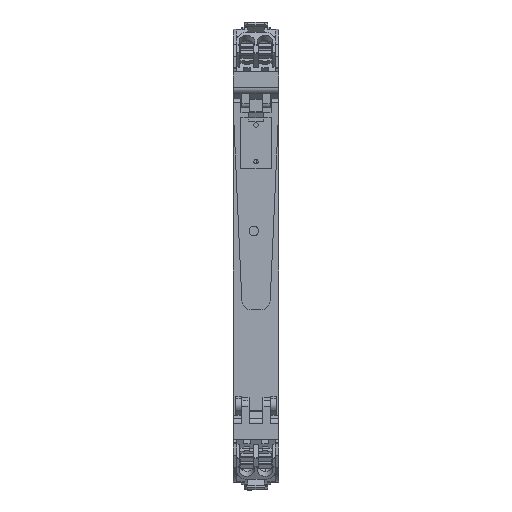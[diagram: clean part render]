
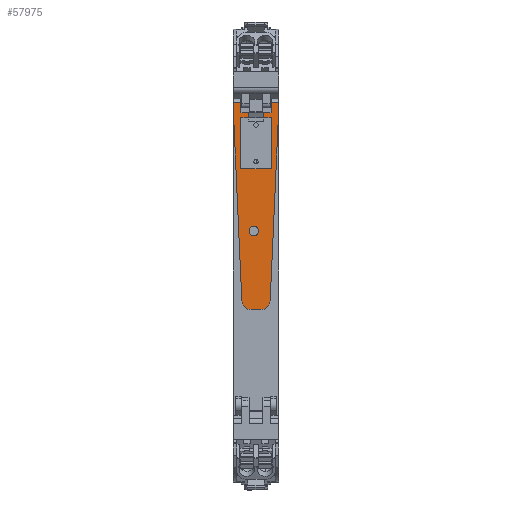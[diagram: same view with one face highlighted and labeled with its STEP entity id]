
A CAD part, top view. The second image highlights one B-rep face of the part: STEP entity #57975.
In plain terms, the highlighted planar face has unit normal (0, 0, 1).
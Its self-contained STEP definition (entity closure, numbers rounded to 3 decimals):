
#57187=AXIS2_PLACEMENT_3D('Plane Axis2P3D',#57184,#57185,#57186) ;
#57690=AXIS2_PLACEMENT_3D('Circle Axis2P3D',#57688,#57689,$) ;
#57754=AXIS2_PLACEMENT_3D('Circle Axis2P3D',#57752,#57753,$) ;
#57889=AXIS2_PLACEMENT_3D('Circle Axis2P3D',#57887,#57888,$) ;
#57914=AXIS2_PLACEMENT_3D('Circle Axis2P3D',#57912,#57913,$) ;
#57184=CARTESIAN_POINT('Axis2P3D Location',(12.5,63.596,112.024)) ;
#57305=CARTESIAN_POINT('Line Origine',(8.25,101.8,112.024)) ;
#57309=CARTESIAN_POINT('Vertex',(8.25,101.105,112.024)) ;
#57311=CARTESIAN_POINT('Vertex',(8.25,102.496,112.024)) ;
#57346=CARTESIAN_POINT('Line Origine',(9.325,101.105,112.024)) ;
#57350=CARTESIAN_POINT('Vertex',(10.4,101.105,112.024)) ;
#57378=CARTESIAN_POINT('Line Origine',(9.3,102.496,112.024)) ;
#57382=CARTESIAN_POINT('Vertex',(10.35,102.496,112.024)) ;
#57410=CARTESIAN_POINT('Line Origine',(10.4,94.155,112.024)) ;
#57414=CARTESIAN_POINT('Vertex',(10.4,87.205,112.024)) ;
#57442=CARTESIAN_POINT('Line Origine',(6.25,87.205,112.024)) ;
#57446=CARTESIAN_POINT('Vertex',(2.1,87.205,112.024)) ;
#57474=CARTESIAN_POINT('Line Origine',(2.1,94.155,112.024)) ;
#57478=CARTESIAN_POINT('Vertex',(2.1,101.105,112.024)) ;
#57501=CARTESIAN_POINT('Line Origine',(3.175,101.105,112.024)) ;
#57505=CARTESIAN_POINT('Vertex',(4.25,101.105,112.024)) ;
#57533=CARTESIAN_POINT('Line Origine',(4.25,101.8,112.024)) ;
#57537=CARTESIAN_POINT('Vertex',(4.25,102.496,112.024)) ;
#57560=CARTESIAN_POINT('Line Origine',(3.2,102.496,112.024)) ;
#57564=CARTESIAN_POINT('Vertex',(2.15,102.496,112.024)) ;
#57592=CARTESIAN_POINT('Line Origine',(2.15,103.846,112.024)) ;
#57596=CARTESIAN_POINT('Vertex',(2.15,105.196,112.024)) ;
#57624=CARTESIAN_POINT('Line Origine',(1.075,105.196,112.024)) ;
#57628=CARTESIAN_POINT('Vertex',(0.,105.196,112.024)) ;
#57662=CARTESIAN_POINT('Vertex',(2.394,51.378,112.024)) ;
#57665=CARTESIAN_POINT('Line Origine',(1.197,78.287,112.024)) ;
#57688=CARTESIAN_POINT('Axis2P3D Location',(4.891,51.489,112.024)) ;
#57692=CARTESIAN_POINT('Vertex',(4.891,48.989,112.024)) ;
#57731=CARTESIAN_POINT('Vertex',(7.609,48.989,112.024)) ;
#57734=CARTESIAN_POINT('Line Origine',(6.25,48.989,112.024)) ;
#57752=CARTESIAN_POINT('Axis2P3D Location',(7.609,51.489,112.024)) ;
#57756=CARTESIAN_POINT('Vertex',(10.106,51.378,112.024)) ;
#57795=CARTESIAN_POINT('Vertex',(12.5,105.196,112.024)) ;
#57798=CARTESIAN_POINT('Line Origine',(11.303,78.287,112.024)) ;
#57816=CARTESIAN_POINT('Line Origine',(11.425,105.196,112.024)) ;
#57820=CARTESIAN_POINT('Vertex',(10.35,105.196,112.024)) ;
#57848=CARTESIAN_POINT('Line Origine',(10.35,103.846,112.024)) ;
#57884=CARTESIAN_POINT('Vertex',(4.35,70.346,112.024)) ;
#57887=CARTESIAN_POINT('Axis2P3D Location',(5.65,70.346,112.024)) ;
#57891=CARTESIAN_POINT('Vertex',(6.95,70.346,112.024)) ;
#57912=CARTESIAN_POINT('Axis2P3D Location',(5.65,70.346,112.024)) ;
#57185=DIRECTION('Axis2P3D Direction',(0.,0.,1.)) ;
#57186=DIRECTION('Axis2P3D XDirection',(-1.,0.,0.)) ;
#57306=DIRECTION('Vector Direction',(0.,1.,0.)) ;
#57347=DIRECTION('Vector Direction',(-1.,0.,0.)) ;
#57379=DIRECTION('Vector Direction',(1.,0.,0.)) ;
#57411=DIRECTION('Vector Direction',(0.,1.,0.)) ;
#57443=DIRECTION('Vector Direction',(1.,0.,0.)) ;
#57475=DIRECTION('Vector Direction',(0.,-1.,0.)) ;
#57502=DIRECTION('Vector Direction',(-1.,0.,0.)) ;
#57534=DIRECTION('Vector Direction',(0.,-1.,0.)) ;
#57561=DIRECTION('Vector Direction',(1.,0.,0.)) ;
#57593=DIRECTION('Vector Direction',(0.,-1.,0.)) ;
#57625=DIRECTION('Vector Direction',(1.,0.,0.)) ;
#57666=DIRECTION('Vector Direction',(-0.044,0.999,0.)) ;
#57689=DIRECTION('Axis2P3D Direction',(0.,0.,1.)) ;
#57735=DIRECTION('Vector Direction',(-1.,0.,0.)) ;
#57753=DIRECTION('Axis2P3D Direction',(0.,0.,1.)) ;
#57799=DIRECTION('Vector Direction',(-0.044,-0.999,0.)) ;
#57817=DIRECTION('Vector Direction',(1.,0.,0.)) ;
#57849=DIRECTION('Vector Direction',(0.,1.,0.)) ;
#57888=DIRECTION('Axis2P3D Direction',(0.,0.,1.)) ;
#57913=DIRECTION('Axis2P3D Direction',(0.,0.,1.)) ;
#57307=VECTOR('Line Direction',#57306,1.) ;
#57348=VECTOR('Line Direction',#57347,1.) ;
#57380=VECTOR('Line Direction',#57379,1.) ;
#57412=VECTOR('Line Direction',#57411,1.) ;
#57444=VECTOR('Line Direction',#57443,1.) ;
#57476=VECTOR('Line Direction',#57475,1.) ;
#57503=VECTOR('Line Direction',#57502,1.) ;
#57535=VECTOR('Line Direction',#57534,1.) ;
#57562=VECTOR('Line Direction',#57561,1.) ;
#57594=VECTOR('Line Direction',#57593,1.) ;
#57626=VECTOR('Line Direction',#57625,1.) ;
#57667=VECTOR('Line Direction',#57666,1.) ;
#57736=VECTOR('Line Direction',#57735,1.) ;
#57800=VECTOR('Line Direction',#57799,1.) ;
#57818=VECTOR('Line Direction',#57817,1.) ;
#57850=VECTOR('Line Direction',#57849,1.) ;
#57952=ORIENTED_EDGE('',*,*,#57738,.F.) ;
#57953=ORIENTED_EDGE('',*,*,#57758,.F.) ;
#57954=ORIENTED_EDGE('',*,*,#57802,.F.) ;
#57955=ORIENTED_EDGE('',*,*,#57822,.F.) ;
#57956=ORIENTED_EDGE('',*,*,#57852,.F.) ;
#57957=ORIENTED_EDGE('',*,*,#57384,.F.) ;
#57958=ORIENTED_EDGE('',*,*,#57313,.F.) ;
#57959=ORIENTED_EDGE('',*,*,#57352,.F.) ;
#57960=ORIENTED_EDGE('',*,*,#57416,.F.) ;
#57961=ORIENTED_EDGE('',*,*,#57448,.F.) ;
#57962=ORIENTED_EDGE('',*,*,#57480,.F.) ;
#57963=ORIENTED_EDGE('',*,*,#57507,.F.) ;
#57964=ORIENTED_EDGE('',*,*,#57539,.F.) ;
#57965=ORIENTED_EDGE('',*,*,#57566,.F.) ;
#57966=ORIENTED_EDGE('',*,*,#57598,.F.) ;
#57967=ORIENTED_EDGE('',*,*,#57630,.F.) ;
#57968=ORIENTED_EDGE('',*,*,#57669,.F.) ;
#57969=ORIENTED_EDGE('',*,*,#57694,.F.) ;
#57972=ORIENTED_EDGE('',*,*,#57893,.F.) ;
#57973=ORIENTED_EDGE('',*,*,#57916,.F.) ;
#57974=FACE_BOUND('',#57971,.T.) ;
#57975=ADVANCED_FACE('AUFDRUCK_ORANGE',(#57970,#57974),#57188,.T.) ;
#57691=CIRCLE('generated circle',#57690,2.5) ;
#57755=CIRCLE('generated circle',#57754,2.5) ;
#57890=CIRCLE('generated circle',#57889,1.3) ;
#57915=CIRCLE('generated circle',#57914,1.3) ;
#57313=EDGE_CURVE('',#57310,#57312,#57308,.T.) ;
#57352=EDGE_CURVE('',#57351,#57310,#57349,.T.) ;
#57384=EDGE_CURVE('',#57312,#57383,#57381,.T.) ;
#57416=EDGE_CURVE('',#57415,#57351,#57413,.T.) ;
#57448=EDGE_CURVE('',#57447,#57415,#57445,.T.) ;
#57480=EDGE_CURVE('',#57479,#57447,#57477,.T.) ;
#57507=EDGE_CURVE('',#57506,#57479,#57504,.T.) ;
#57539=EDGE_CURVE('',#57538,#57506,#57536,.T.) ;
#57566=EDGE_CURVE('',#57565,#57538,#57563,.T.) ;
#57598=EDGE_CURVE('',#57597,#57565,#57595,.T.) ;
#57630=EDGE_CURVE('',#57629,#57597,#57627,.T.) ;
#57669=EDGE_CURVE('',#57663,#57629,#57668,.T.) ;
#57694=EDGE_CURVE('',#57693,#57663,#57691,.F.) ;
#57738=EDGE_CURVE('',#57732,#57693,#57737,.T.) ;
#57758=EDGE_CURVE('',#57757,#57732,#57755,.F.) ;
#57802=EDGE_CURVE('',#57796,#57757,#57801,.T.) ;
#57822=EDGE_CURVE('',#57821,#57796,#57819,.T.) ;
#57852=EDGE_CURVE('',#57383,#57821,#57851,.T.) ;
#57893=EDGE_CURVE('',#57885,#57892,#57890,.T.) ;
#57916=EDGE_CURVE('',#57892,#57885,#57915,.T.) ;
#57951=EDGE_LOOP('',(#57952,#57953,#57954,#57955,#57956,#57957,#57958,#57959,#57960,#57961,#57962,#57963,#57964,#57965,#57966,#57967,#57968,#57969)) ;
#57971=EDGE_LOOP('',(#57972,#57973)) ;
#57970=FACE_OUTER_BOUND('',#57951,.T.) ;
#57308=LINE('Line',#57305,#57307) ;
#57349=LINE('Line',#57346,#57348) ;
#57381=LINE('Line',#57378,#57380) ;
#57413=LINE('Line',#57410,#57412) ;
#57445=LINE('Line',#57442,#57444) ;
#57477=LINE('Line',#57474,#57476) ;
#57504=LINE('Line',#57501,#57503) ;
#57536=LINE('Line',#57533,#57535) ;
#57563=LINE('Line',#57560,#57562) ;
#57595=LINE('Line',#57592,#57594) ;
#57627=LINE('Line',#57624,#57626) ;
#57668=LINE('Line',#57665,#57667) ;
#57737=LINE('Line',#57734,#57736) ;
#57801=LINE('Line',#57798,#57800) ;
#57819=LINE('Line',#57816,#57818) ;
#57851=LINE('Line',#57848,#57850) ;
#57188=PLANE('',#57187) ;
#57310=VERTEX_POINT('',#57309) ;
#57312=VERTEX_POINT('',#57311) ;
#57351=VERTEX_POINT('',#57350) ;
#57383=VERTEX_POINT('',#57382) ;
#57415=VERTEX_POINT('',#57414) ;
#57447=VERTEX_POINT('',#57446) ;
#57479=VERTEX_POINT('',#57478) ;
#57506=VERTEX_POINT('',#57505) ;
#57538=VERTEX_POINT('',#57537) ;
#57565=VERTEX_POINT('',#57564) ;
#57597=VERTEX_POINT('',#57596) ;
#57629=VERTEX_POINT('',#57628) ;
#57663=VERTEX_POINT('',#57662) ;
#57693=VERTEX_POINT('',#57692) ;
#57732=VERTEX_POINT('',#57731) ;
#57757=VERTEX_POINT('',#57756) ;
#57796=VERTEX_POINT('',#57795) ;
#57821=VERTEX_POINT('',#57820) ;
#57885=VERTEX_POINT('',#57884) ;
#57892=VERTEX_POINT('',#57891) ;
